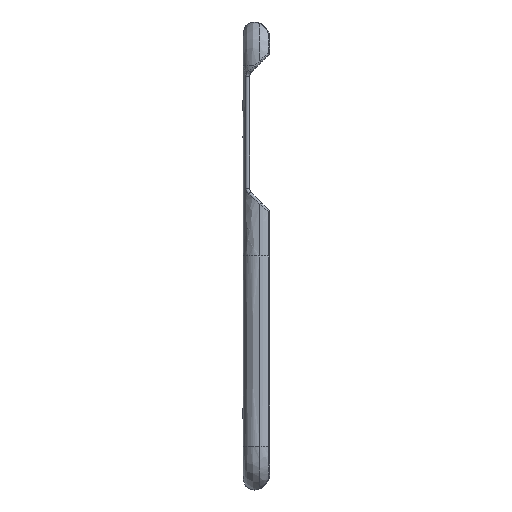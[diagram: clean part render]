
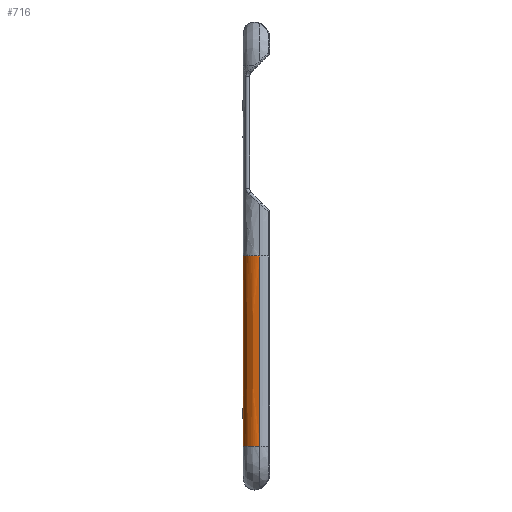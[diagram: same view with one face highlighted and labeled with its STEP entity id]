
A CAD part, left-side view. The second image highlights one B-rep face of the part: STEP entity #716.
In plain terms, the highlighted free-form (B-spline) face has degree [3, 3] with [13, 4] control points.
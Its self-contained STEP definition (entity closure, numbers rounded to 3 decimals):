
#318=B_SPLINE_SURFACE_WITH_KNOTS('',3,3,((#10833,#10834,#10835,#10836),
(#10837,#10838,#10839,#10840),(#10841,#10842,#10843,#10844),(#10845,#10846,
#10847,#10848),(#10849,#10850,#10851,#10852),(#10853,#10854,#10855,#10856),
(#10857,#10858,#10859,#10860),(#10861,#10862,#10863,#10864),(#10865,#10866,
#10867,#10868),(#10869,#10870,#10871,#10872),(#10873,#10874,#10875,#10876),
(#10877,#10878,#10879,#10880),(#10881,#10882,#10883,#10884)),
 .UNSPECIFIED.,.F.,.F.,.F.,(4,3,3,3,4),(4,4),(0.,0.25,0.5,0.75,1.),(0.,
1.),.UNSPECIFIED.);
#716=ADVANCED_FACE('',(#1070),#318,.T.);
#1070=FACE_OUTER_BOUND('',#1378,.T.);
#1378=EDGE_LOOP('',(#2402,#2403,#2404,#2405));
#1798=B_SPLINE_CURVE_WITH_KNOTS('',3,(#8948,#8949,#8950,#8951,#8952,#8953,
#8954,#8955,#8956,#8957),.UNSPECIFIED.,.F.,.F.,(4,2,2,2,4),(0.,0.25,0.5,
0.75,1.),.UNSPECIFIED.);
#1851=B_SPLINE_CURVE_WITH_KNOTS('',3,(#10078,#10079,#10080,#10081,#10082,
#10083,#10084,#10085,#10086,#10087),.UNSPECIFIED.,.F.,.F.,(4,2,2,2,4),(0.,
0.25,0.5,0.75,1.),.UNSPECIFIED.);
#1864=B_SPLINE_CURVE_WITH_KNOTS('',3,(#10792,#10793,#10794,#10795),
 .UNSPECIFIED.,.F.,.F.,(4,4),(0.,1.),.UNSPECIFIED.);
#2402=ORIENTED_EDGE('',*,*,#4219,.F.);
#2403=ORIENTED_EDGE('',*,*,#4235,.F.);
#2404=ORIENTED_EDGE('',*,*,#4159,.F.);
#2405=ORIENTED_EDGE('',*,*,#4038,.F.);
#3607=VERTEX_POINT('',#7081);
#3608=VERTEX_POINT('',#7083);
#3699=VERTEX_POINT('',#8834);
#3737=VERTEX_POINT('',#9407);
#4038=EDGE_CURVE('',#3607,#3608,#4706,.T.);
#4159=EDGE_CURVE('',#3608,#3699,#1798,.T.);
#4219=EDGE_CURVE('',#3737,#3607,#1851,.T.);
#4235=EDGE_CURVE('',#3699,#3737,#1864,.T.);
#4706=LINE('',#7082,#4882);
#4882=VECTOR('',#5497,1.);
#5497=DIRECTION('',(0.,0.,1.));
#7081=CARTESIAN_POINT('',(-60.997,2.2,-154.458));
#7082=CARTESIAN_POINT('',(-60.997,2.2,-165.408));
#7083=CARTESIAN_POINT('',(-60.997,2.2,-89.483));
#8834=CARTESIAN_POINT('',(-67.567,-3.55,-89.483));
#8948=CARTESIAN_POINT('',(-60.997,2.2,-89.483));
#8949=CARTESIAN_POINT('',(-61.548,2.2,-89.483));
#8950=CARTESIAN_POINT('',(-62.228,2.204,-89.483));
#8951=CARTESIAN_POINT('',(-63.792,1.905,-89.483));
#8952=CARTESIAN_POINT('',(-64.667,1.554,-89.483));
#8953=CARTESIAN_POINT('',(-66.1,0.463,-89.483));
#8954=CARTESIAN_POINT('',(-66.675,-0.28,-89.483));
#8955=CARTESIAN_POINT('',(-67.398,-1.865,-89.483));
#8956=CARTESIAN_POINT('',(-67.567,-2.709,-89.483));
#8957=CARTESIAN_POINT('',(-67.567,-3.55,-89.483));
#9407=CARTESIAN_POINT('',(-67.567,-3.55,-154.458));
#10078=CARTESIAN_POINT('',(-67.567,-3.55,-154.458));
#10079=CARTESIAN_POINT('',(-67.567,-2.709,-154.458));
#10080=CARTESIAN_POINT('',(-67.398,-1.865,-154.458));
#10081=CARTESIAN_POINT('',(-66.675,-0.28,-154.458));
#10082=CARTESIAN_POINT('',(-66.1,0.463,-154.458));
#10083=CARTESIAN_POINT('',(-64.667,1.554,-154.458));
#10084=CARTESIAN_POINT('',(-63.792,1.905,-154.458));
#10085=CARTESIAN_POINT('',(-62.228,2.204,-154.458));
#10086=CARTESIAN_POINT('',(-61.548,2.2,-154.458));
#10087=CARTESIAN_POINT('',(-60.997,2.2,-154.458));
#10792=CARTESIAN_POINT('',(-67.567,-3.55,-89.483));
#10793=CARTESIAN_POINT('',(-67.567,-3.55,-111.141));
#10794=CARTESIAN_POINT('',(-67.567,-3.55,-132.799));
#10795=CARTESIAN_POINT('',(-67.567,-3.55,-154.458));
#10833=CARTESIAN_POINT('',(-60.997,2.2,-154.458));
#10834=CARTESIAN_POINT('',(-60.997,2.2,-132.799));
#10835=CARTESIAN_POINT('',(-60.997,2.2,-111.141));
#10836=CARTESIAN_POINT('',(-60.997,2.2,-89.483));
#10837=CARTESIAN_POINT('',(-61.548,2.2,-154.458));
#10838=CARTESIAN_POINT('',(-61.548,2.2,-132.799));
#10839=CARTESIAN_POINT('',(-61.548,2.2,-111.141));
#10840=CARTESIAN_POINT('',(-61.548,2.2,-89.483));
#10841=CARTESIAN_POINT('',(-62.228,2.204,-154.458));
#10842=CARTESIAN_POINT('',(-62.228,2.204,-132.799));
#10843=CARTESIAN_POINT('',(-62.228,2.204,-111.141));
#10844=CARTESIAN_POINT('',(-62.228,2.204,-89.483));
#10845=CARTESIAN_POINT('',(-63.01,2.055,-154.458));
#10846=CARTESIAN_POINT('',(-63.01,2.055,-132.799));
#10847=CARTESIAN_POINT('',(-63.01,2.055,-111.141));
#10848=CARTESIAN_POINT('',(-63.01,2.055,-89.483));
#10849=CARTESIAN_POINT('',(-63.792,1.905,-154.458));
#10850=CARTESIAN_POINT('',(-63.792,1.905,-132.799));
#10851=CARTESIAN_POINT('',(-63.792,1.905,-111.141));
#10852=CARTESIAN_POINT('',(-63.792,1.905,-89.483));
#10853=CARTESIAN_POINT('',(-64.667,1.554,-154.458));
#10854=CARTESIAN_POINT('',(-64.667,1.554,-132.799));
#10855=CARTESIAN_POINT('',(-64.667,1.554,-111.141));
#10856=CARTESIAN_POINT('',(-64.667,1.554,-89.483));
#10857=CARTESIAN_POINT('',(-65.383,1.009,-154.458));
#10858=CARTESIAN_POINT('',(-65.383,1.009,-132.799));
#10859=CARTESIAN_POINT('',(-65.383,1.009,-111.141));
#10860=CARTESIAN_POINT('',(-65.383,1.009,-89.483));
#10861=CARTESIAN_POINT('',(-66.1,0.463,-154.458));
#10862=CARTESIAN_POINT('',(-66.1,0.463,-132.799));
#10863=CARTESIAN_POINT('',(-66.1,0.463,-111.141));
#10864=CARTESIAN_POINT('',(-66.1,0.463,-89.483));
#10865=CARTESIAN_POINT('',(-66.675,-0.28,-154.458));
#10866=CARTESIAN_POINT('',(-66.675,-0.28,-132.799));
#10867=CARTESIAN_POINT('',(-66.675,-0.28,-111.141));
#10868=CARTESIAN_POINT('',(-66.675,-0.28,-89.483));
#10869=CARTESIAN_POINT('',(-67.036,-1.073,-154.458));
#10870=CARTESIAN_POINT('',(-67.036,-1.073,-132.799));
#10871=CARTESIAN_POINT('',(-67.036,-1.073,-111.141));
#10872=CARTESIAN_POINT('',(-67.036,-1.073,-89.483));
#10873=CARTESIAN_POINT('',(-67.398,-1.865,-154.458));
#10874=CARTESIAN_POINT('',(-67.398,-1.865,-132.799));
#10875=CARTESIAN_POINT('',(-67.398,-1.865,-111.141));
#10876=CARTESIAN_POINT('',(-67.398,-1.865,-89.483));
#10877=CARTESIAN_POINT('',(-67.567,-2.709,-154.458));
#10878=CARTESIAN_POINT('',(-67.567,-2.709,-132.799));
#10879=CARTESIAN_POINT('',(-67.567,-2.709,-111.141));
#10880=CARTESIAN_POINT('',(-67.567,-2.709,-89.483));
#10881=CARTESIAN_POINT('',(-67.567,-3.55,-154.458));
#10882=CARTESIAN_POINT('',(-67.567,-3.55,-132.799));
#10883=CARTESIAN_POINT('',(-67.567,-3.55,-111.141));
#10884=CARTESIAN_POINT('',(-67.567,-3.55,-89.483));
